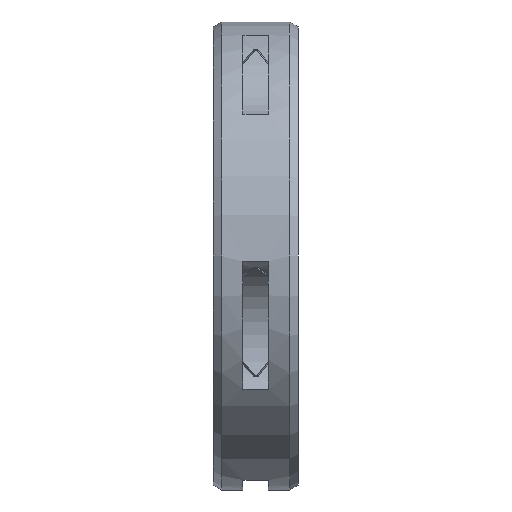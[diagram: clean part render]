
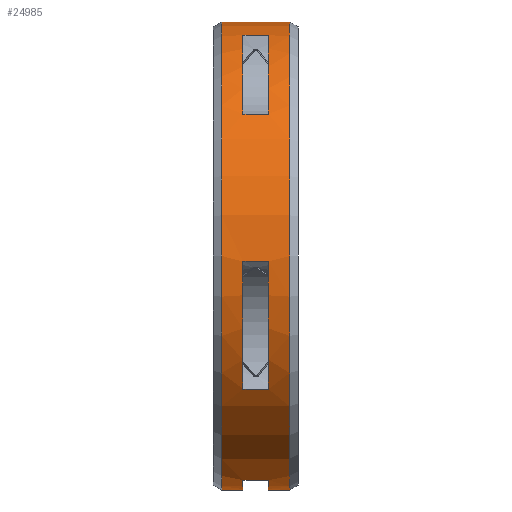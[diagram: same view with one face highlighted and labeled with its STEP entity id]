
A CAD part, left-side view. The second image highlights one B-rep face of the part: STEP entity #24985.
In plain terms, the highlighted cylindrical face has radius 27.5 mm (diameter 55 mm), a partial arc.
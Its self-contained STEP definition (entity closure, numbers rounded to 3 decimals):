
#23622=CARTESIAN_POINT('',(0.,-1.5,0.));
#23623=DIRECTION('',(0.,-1.,0.));
#23624=DIRECTION('',(-0.287,0.,-0.958));
#23625=AXIS2_PLACEMENT_3D('',#23622,#23623,#23624);
#23630=DIRECTION('',(0.,-1.,0.));
#23631=VECTOR('',#23630,3.);
#23632=CARTESIAN_POINT('',(-7.882,1.5,-26.346));
#23633=LINE('',#23632,#23631);
#23637=CARTESIAN_POINT('',(0.,1.5,0.));
#23638=DIRECTION('',(0.,-1.,0.));
#23639=DIRECTION('',(-0.287,0.,-0.958));
#23640=AXIS2_PLACEMENT_3D('',#23637,#23638,#23639);
#23645=DIRECTION('',(0.,1.,0.));
#23646=VECTOR('',#23645,2.5);
#23647=CARTESIAN_POINT('',(0.,1.5,-27.5));
#23648=LINE('',#23647,#23646);
#23652=DIRECTION('',(0.,1.,0.));
#23653=VECTOR('',#23652,8.);
#23654=CARTESIAN_POINT('',(0.,-4.,27.5));
#23655=LINE('',#23654,#23653);
#23659=CARTESIAN_POINT('',(0.,-4.,0.));
#23660=DIRECTION('',(0.,1.,0.));
#23661=DIRECTION('',(0.,0.,-1.));
#23662=AXIS2_PLACEMENT_3D('',#23659,#23660,#23661);
#23667=DIRECTION('',(0.,1.,0.));
#23668=VECTOR('',#23667,2.5);
#23669=CARTESIAN_POINT('',(0.,-4.,-27.5));
#23670=LINE('',#23669,#23668);
#23674=CARTESIAN_POINT('',(0.,-1.5,0.));
#23675=DIRECTION('',(0.,-1.,0.));
#23676=DIRECTION('',(-0.331,0.,0.944));
#23677=AXIS2_PLACEMENT_3D('',#23674,#23675,#23676);
#23682=DIRECTION('',(0.,-1.,0.));
#23683=VECTOR('',#23682,3.);
#23684=CARTESIAN_POINT('',(-9.109,1.5,25.948));
#23685=LINE('',#23684,#23683);
#23689=CARTESIAN_POINT('',(0.,1.5,0.));
#23690=DIRECTION('',(0.,-1.,0.));
#23691=DIRECTION('',(-0.331,0.,0.944));
#23692=AXIS2_PLACEMENT_3D('',#23689,#23690,#23691);
#23697=DIRECTION('',(0.,-1.,0.));
#23698=VECTOR('',#23697,3.);
#23699=CARTESIAN_POINT('',(-21.863,1.5,16.681));
#23700=LINE('',#23699,#23698);
#23704=CARTESIAN_POINT('',(0.,-1.5,0.));
#23705=DIRECTION('',(0.,-1.,0.));
#23706=DIRECTION('',(-1.,0.,-0.023));
#23707=AXIS2_PLACEMENT_3D('',#23704,#23705,#23706);
#23712=DIRECTION('',(0.,-1.,0.));
#23713=VECTOR('',#23712,3.);
#23714=CARTESIAN_POINT('',(-27.492,1.5,-0.645));
#23715=LINE('',#23714,#23713);
#23719=CARTESIAN_POINT('',(0.,1.5,0.));
#23720=DIRECTION('',(0.,-1.,0.));
#23721=DIRECTION('',(-1.,0.,-0.023));
#23722=AXIS2_PLACEMENT_3D('',#23719,#23720,#23721);
#23727=DIRECTION('',(0.,-1.,0.));
#23728=VECTOR('',#23727,3.);
#23729=CARTESIAN_POINT('',(-22.621,1.5,-15.638));
#23730=LINE('',#23729,#23728);
#24048=CARTESIAN_POINT('',(0.,4.,0.));
#24049=DIRECTION('',(0.,1.,0.));
#24050=DIRECTION('',(0.,0.,-1.));
#24051=AXIS2_PLACEMENT_3D('',#24048,#24049,#24050);
#24271=CARTESIAN_POINT('',(0.,-4.,-27.5));
#24273=VERTEX_POINT('',#24271);
#24274=CARTESIAN_POINT('',(0.,4.,-27.5));
#24276=VERTEX_POINT('',#24274);
#24303=CARTESIAN_POINT('',(0.,-4.,27.5));
#24305=VERTEX_POINT('',#24303);
#24306=CARTESIAN_POINT('',(0.,4.,27.5));
#24307=VERTEX_POINT('',#24306);
#24320=CARTESIAN_POINT('',(0.,-1.5,-27.5));
#24322=VERTEX_POINT('',#24320);
#24324=CARTESIAN_POINT('',(0.,1.5,-27.5));
#24326=VERTEX_POINT('',#24324);
#24334=CARTESIAN_POINT('',(-7.882,-1.5,-26.346));
#24335=VERTEX_POINT('',#24334);
#24336=CARTESIAN_POINT('',(-7.882,1.5,-26.346));
#24337=VERTEX_POINT('',#24336);
#24390=CARTESIAN_POINT('',(-9.109,-1.5,25.948));
#24391=CARTESIAN_POINT('',(-21.863,-1.5,16.681));
#24392=VERTEX_POINT('',#24390);
#24393=VERTEX_POINT('',#24391);
#24394=CARTESIAN_POINT('',(-9.109,1.5,25.948));
#24395=CARTESIAN_POINT('',(-21.863,1.5,16.681));
#24396=VERTEX_POINT('',#24394);
#24397=VERTEX_POINT('',#24395);
#24410=CARTESIAN_POINT('',(-27.492,-1.5,-0.645));
#24411=CARTESIAN_POINT('',(-22.621,-1.5,-15.638));
#24412=VERTEX_POINT('',#24410);
#24413=VERTEX_POINT('',#24411);
#24414=CARTESIAN_POINT('',(-27.492,1.5,-0.645));
#24415=CARTESIAN_POINT('',(-22.621,1.5,-15.638));
#24416=VERTEX_POINT('',#24414);
#24417=VERTEX_POINT('',#24415);
#24949=CARTESIAN_POINT('',(0.,28.737,0.));
#24950=DIRECTION('',(0.,-1.,0.));
#24951=DIRECTION('',(0.,0.,1.));
#24952=AXIS2_PLACEMENT_3D('',#24949,#24950,#24951);
#24953=CYLINDRICAL_SURFACE('',#24952,27.5);
#24954=ORIENTED_EDGE('',*,*,#24827,.F.);
#24956=ORIENTED_EDGE('',*,*,#24955,.F.);
#24958=ORIENTED_EDGE('',*,*,#24957,.T.);
#24959=ORIENTED_EDGE('',*,*,#24788,.T.);
#24961=ORIENTED_EDGE('',*,*,#24960,.T.);
#24962=ORIENTED_EDGE('',*,*,#24784,.F.);
#24964=ORIENTED_EDGE('',*,*,#24963,.F.);
#24965=ORIENTED_EDGE('',*,*,#24780,.T.);
#24966=EDGE_LOOP('',(#24954,#24956,#24958,#24959,#24961,#24962,#24964,#24965));
#24967=FACE_OUTER_BOUND('',#24966,.F.);
#24969=ORIENTED_EDGE('',*,*,#24968,.F.);
#24971=ORIENTED_EDGE('',*,*,#24970,.F.);
#24973=ORIENTED_EDGE('',*,*,#24972,.T.);
#24975=ORIENTED_EDGE('',*,*,#24974,.T.);
#24976=EDGE_LOOP('',(#24969,#24971,#24973,#24975));
#24977=FACE_BOUND('',#24976,.F.);
#24978=ORIENTED_EDGE('',*,*,#24887,.F.);
#24979=ORIENTED_EDGE('',*,*,#24935,.F.);
#24981=ORIENTED_EDGE('',*,*,#24980,.T.);
#24982=ORIENTED_EDGE('',*,*,#24909,.T.);
#24983=EDGE_LOOP('',(#24978,#24979,#24981,#24982));
#24984=FACE_BOUND('',#24983,.F.);
#23626=CIRCLE('',#23625,27.5);
#23641=CIRCLE('',#23640,27.5);
#23663=CIRCLE('',#23662,27.5);
#23678=CIRCLE('',#23677,27.5);
#23693=CIRCLE('',#23692,27.5);
#23708=CIRCLE('',#23707,27.5);
#23723=CIRCLE('',#23722,27.5);
#24052=CIRCLE('',#24051,27.5);
#24780=EDGE_CURVE('',#24273,#24322,#23670,.T.);
#24784=EDGE_CURVE('',#24305,#24307,#23655,.T.);
#24788=EDGE_CURVE('',#24326,#24276,#23648,.T.);
#24827=EDGE_CURVE('',#24335,#24322,#23626,.T.);
#24887=EDGE_CURVE('',#24412,#24413,#23708,.T.);
#24909=EDGE_CURVE('',#24417,#24413,#23730,.T.);
#24935=EDGE_CURVE('',#24416,#24412,#23715,.T.);
#24955=EDGE_CURVE('',#24337,#24335,#23633,.T.);
#24957=EDGE_CURVE('',#24337,#24326,#23641,.T.);
#24960=EDGE_CURVE('',#24276,#24307,#24052,.T.);
#24963=EDGE_CURVE('',#24273,#24305,#23663,.T.);
#24968=EDGE_CURVE('',#24392,#24393,#23678,.T.);
#24970=EDGE_CURVE('',#24396,#24392,#23685,.T.);
#24972=EDGE_CURVE('',#24396,#24397,#23693,.T.);
#24974=EDGE_CURVE('',#24397,#24393,#23700,.T.);
#24980=EDGE_CURVE('',#24416,#24417,#23723,.T.);
#24985=ADVANCED_FACE('',(#24967,#24977,#24984),#24953,.T.);
